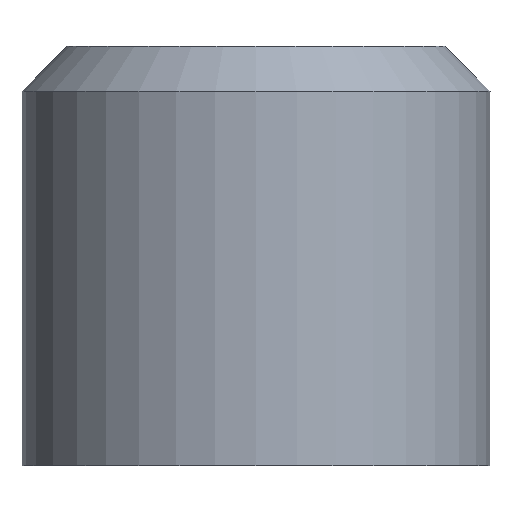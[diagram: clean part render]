
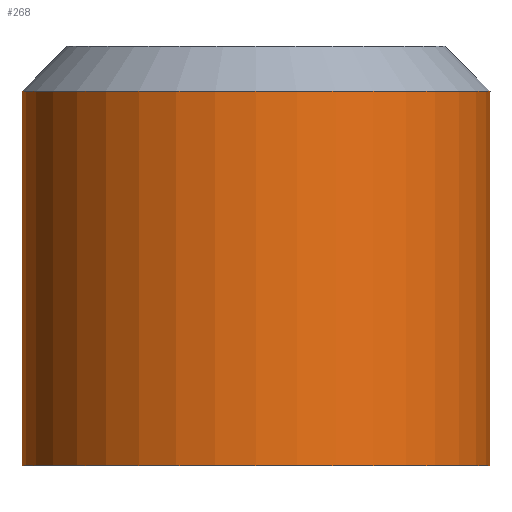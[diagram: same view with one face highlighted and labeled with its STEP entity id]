
A CAD part, front view. The second image highlights one B-rep face of the part: STEP entity #268.
In plain terms, the highlighted cylindrical face has radius 3.969 mm (diameter 7.938 mm), a partial arc.
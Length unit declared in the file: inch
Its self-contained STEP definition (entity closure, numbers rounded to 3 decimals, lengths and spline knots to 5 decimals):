
#2 = ORIENTED_EDGE ( 'NONE', *, *, #146, .F. ) ;
#6 = DIRECTION ( 'NONE',  ( 1., 0., 0. ) ) ;
#8 = CARTESIAN_POINT ( 'NONE',  ( 1.09375, 0.95, 1.0965 ) ) ;
#18 = CIRCLE ( 'NONE', #76, 0.15625 ) ;
#47 = VERTEX_POINT ( 'NONE', #148 ) ;
#54 = DIRECTION ( 'NONE',  ( 0., 0., 1. ) ) ;
#65 = CARTESIAN_POINT ( 'NONE',  ( 1.40625, 0.95, 1.3465 ) ) ;
#76 = AXIS2_PLACEMENT_3D ( 'NONE', #301, #142, #304 ) ;
#94 = CIRCLE ( 'NONE', #348, 0.15625 ) ;
#119 = CARTESIAN_POINT ( 'NONE',  ( 1.09375, 0.95, 1.3465 ) ) ;
#129 = EDGE_CURVE ( 'NONE', #47, #239, #272, .T. ) ;
#137 = CARTESIAN_POINT ( 'NONE',  ( 1.25, 0.95, 0.064 ) ) ;
#142 = DIRECTION ( 'NONE',  ( 0., 0., -1. ) ) ;
#146 = EDGE_CURVE ( 'NONE', #47, #299, #94, .T. ) ;
#148 = CARTESIAN_POINT ( 'NONE',  ( 1.40625, 0.95, 1.0965 ) ) ;
#161 = CYLINDRICAL_SURFACE ( 'NONE', #256, 0.15625 ) ;
#178 = DIRECTION ( 'NONE',  ( 0., 0., 1. ) ) ;
#183 = CARTESIAN_POINT ( 'NONE',  ( 1.25, 0.95, 1.0965 ) ) ;
#194 = FACE_OUTER_BOUND ( 'NONE', #294, .T. ) ;
#204 = DIRECTION ( 'NONE',  ( 0., 0., 1. ) ) ;
#235 = ORIENTED_EDGE ( 'NONE', *, *, #345, .T. ) ;
#239 = VERTEX_POINT ( 'NONE', #65 ) ;
#256 = AXIS2_PLACEMENT_3D ( 'NONE', #137, #204, #6 ) ;
#262 = ORIENTED_EDGE ( 'NONE', *, *, #290, .F. ) ;
#264 = ORIENTED_EDGE ( 'NONE', *, *, #129, .T. ) ;
#265 = CARTESIAN_POINT ( 'NONE',  ( 1.09375, 0.95, 0.064 ) ) ;
#268 = ADVANCED_FACE ( 'NONE', ( #194 ), #161, .T. ) ;
#272 = LINE ( 'NONE', #326, #331 ) ;
#290 = EDGE_CURVE ( 'NONE', #299, #399, #366, .T. ) ;
#294 = EDGE_LOOP ( 'NONE', ( #262, #2, #264, #235 ) ) ;
#299 = VERTEX_POINT ( 'NONE', #8 ) ;
#301 = CARTESIAN_POINT ( 'NONE',  ( 1.25, 0.95, 1.3465 ) ) ;
#304 = DIRECTION ( 'NONE',  ( 1., 0., 0. ) ) ;
#305 = DIRECTION ( 'NONE',  ( 0., 0., -1. ) ) ;
#326 = CARTESIAN_POINT ( 'NONE',  ( 1.40625, 0.95, 0.064 ) ) ;
#331 = VECTOR ( 'NONE', #178, 39.37008 ) ;
#345 = EDGE_CURVE ( 'NONE', #239, #399, #18, .T. ) ;
#348 = AXIS2_PLACEMENT_3D ( 'NONE', #183, #305, #386 ) ;
#366 = LINE ( 'NONE', #265, #371 ) ;
#371 = VECTOR ( 'NONE', #54, 39.37008 ) ;
#386 = DIRECTION ( 'NONE',  ( 1., 0., 0. ) ) ;
#399 = VERTEX_POINT ( 'NONE', #119 ) ;
